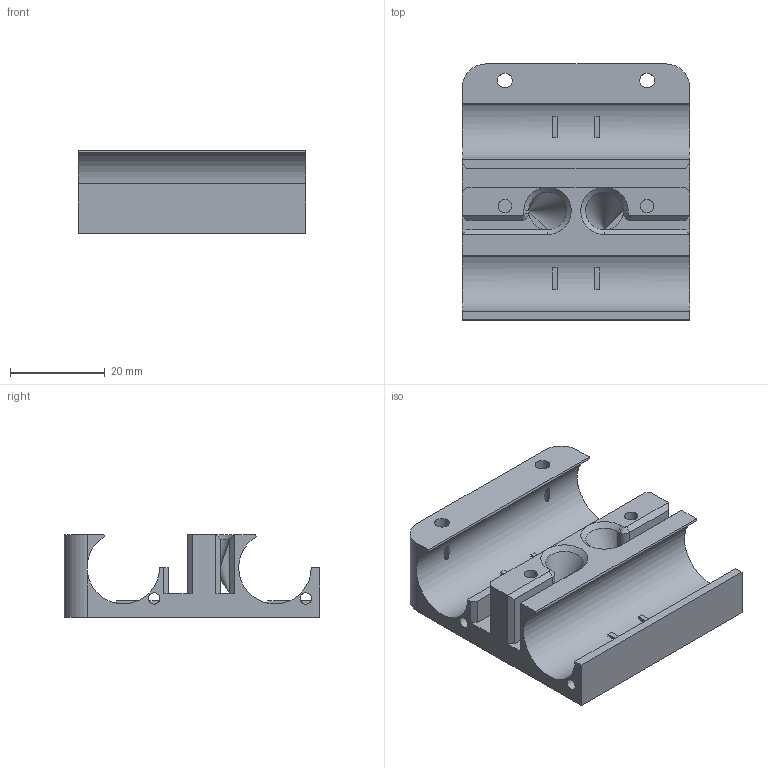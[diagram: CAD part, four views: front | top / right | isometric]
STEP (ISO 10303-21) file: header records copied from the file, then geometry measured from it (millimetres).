
FILE_DESCRIPTION(('FreeCAD Model'),'2;1');
FILE_NAME('Open CASCADE Shape Model','2022-02-25T20:54:10',('Author'),( ''),'Open CASCADE STEP processor 7.5','FreeCAD','Unknown');
FILE_SCHEMA(('AUTOMOTIVE_DESIGN { 1 0 10303 214 1 1 1 1 }'));
Length unit declared in the file: millimetre
Products named in the file (1): carriage
Bounding box: 48 x 54 x 17.5 mm (x, y, z)
Volume: 20250.4 mm3; surface area: 12646.8 mm2
Topology: 1 solids, 1 shells, 96 faces, 236 edges, 156 vertices
Faces by surface type: plane 74, cylinder 18, cone 4
Full cylindrical faces by diameter (mm): 2.4 x2, 2.8 x2, 3.1 x4, 6.2 x2, 8 x2
Entity records: 6965 total; most frequent: CARTESIAN_POINT 2285, DIRECTION 831, LINE 502, VECTOR 502, ORIENTED_EDGE 472, PCURVE 472, DEFINITIONAL_REPRESENTATION 472, EDGE_CURVE 236
